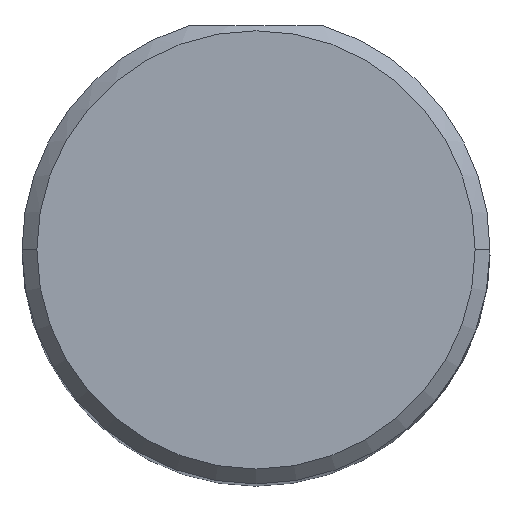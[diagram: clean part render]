
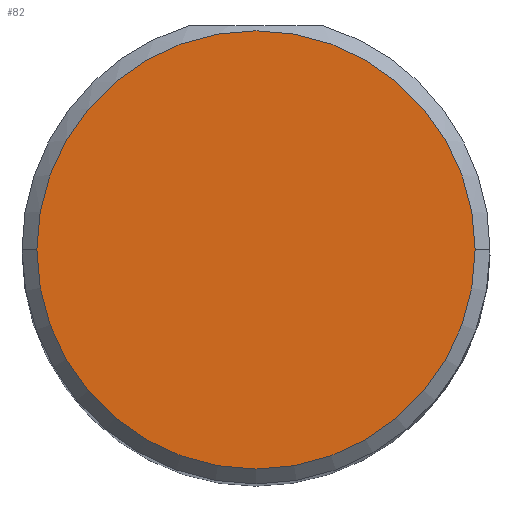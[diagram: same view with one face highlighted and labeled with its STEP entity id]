
A CAD part, top view. The second image highlights one B-rep face of the part: STEP entity #82.
In plain terms, the highlighted planar face has unit normal (0, 0, 1).
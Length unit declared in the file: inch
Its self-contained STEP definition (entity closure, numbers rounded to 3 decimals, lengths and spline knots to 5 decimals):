
#52 = ORIENTED_EDGE ( 'NONE', *, *, #400, .T. ) ;
#82 = ADVANCED_FACE ( 'NONE', ( #222 ), #182, .T. ) ;
#86 = CARTESIAN_POINT ( 'NONE',  ( 0.22122, 0., 3.26772 ) ) ;
#107 = DIRECTION ( 'NONE',  ( 1., 0., 0. ) ) ;
#151 = DIRECTION ( 'NONE',  ( 0., 0., 1. ) ) ;
#170 = DIRECTION ( 'NONE',  ( 1., 0., 0. ) ) ;
#182 = PLANE ( 'NONE',  #377 ) ;
#187 = DIRECTION ( 'NONE',  ( 1., 0., 0. ) ) ;
#194 = CARTESIAN_POINT ( 'NONE',  ( 0., 0., 3.26772 ) ) ;
#205 = EDGE_CURVE ( 'NONE', #403, #345, #206, .T. ) ;
#206 = CIRCLE ( 'NONE', #497, 0.22122 ) ;
#222 = FACE_OUTER_BOUND ( 'NONE', #305, .T. ) ;
#230 = DIRECTION ( 'NONE',  ( 0., 0., 1. ) ) ;
#287 = DIRECTION ( 'NONE',  ( 0., 0., 1. ) ) ;
#289 = CARTESIAN_POINT ( 'NONE',  ( -0.22122, 0., 3.26772 ) ) ;
#305 = EDGE_LOOP ( 'NONE', ( #422, #52 ) ) ;
#315 = CARTESIAN_POINT ( 'NONE',  ( 0., 0., 3.26772 ) ) ;
#345 = VERTEX_POINT ( 'NONE', #86 ) ;
#375 = AXIS2_PLACEMENT_3D ( 'NONE', #529, #287, #170 ) ;
#377 = AXIS2_PLACEMENT_3D ( 'NONE', #194, #151, #187 ) ;
#400 = EDGE_CURVE ( 'NONE', #345, #403, #427, .T. ) ;
#403 = VERTEX_POINT ( 'NONE', #289 ) ;
#422 = ORIENTED_EDGE ( 'NONE', *, *, #205, .T. ) ;
#427 = CIRCLE ( 'NONE', #375, 0.22122 ) ;
#497 = AXIS2_PLACEMENT_3D ( 'NONE', #315, #230, #107 ) ;
#529 = CARTESIAN_POINT ( 'NONE',  ( 0., 0., 3.26772 ) ) ;
